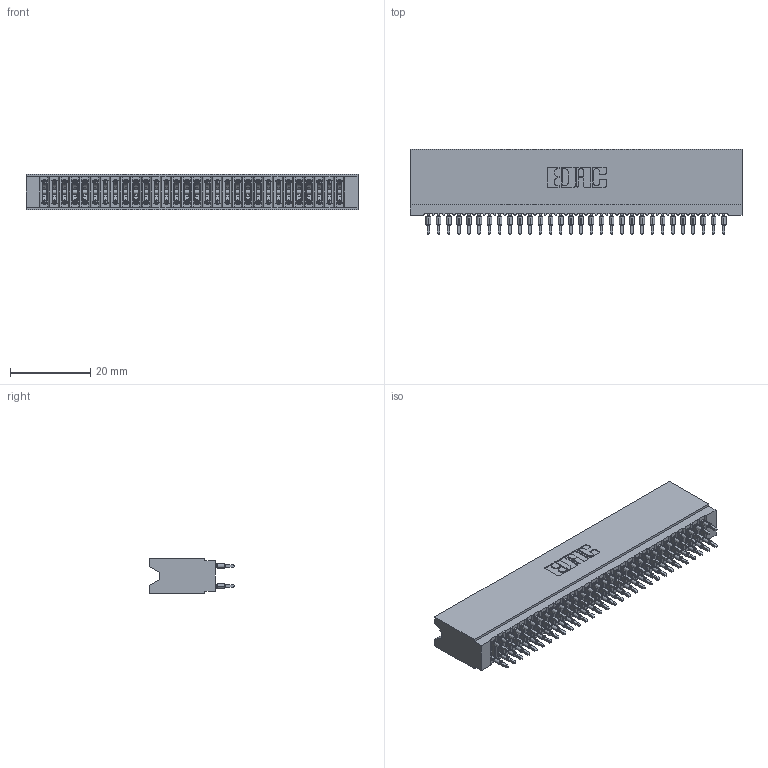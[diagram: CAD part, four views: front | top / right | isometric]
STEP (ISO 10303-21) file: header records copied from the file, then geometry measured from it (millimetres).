
FILE_DESCRIPTION (( 'STEP AP203' ), '1' );
FILE_NAME ('745-060-525-206.STEP', '2026-02-26T18:57:56', ( '' ), ( '' ), 'SwSTEP 2.0', 'SolidWorks 2023', '' );
FILE_SCHEMA (( 'CONFIG_CONTROL_DESIGN' ));
Length unit declared in the file: millimetre
Products named in the file (3): 745-060-525-206; 745-292-001_525; 745 Part_Insulator Option - 06
Assembly tree (61 placements, depth 2):
  745-060-525-206
    745 Part_Insulator Option - 06
    745-292-001_525  x60
Bounding box: 82.8 x 21.22 x 8.89 mm (x, y, z)
Volume: 7490.6 mm3; surface area: 14922 mm2
Topology: 61 solids, 61 shells, 5466 faces, 14690 edges, 9232 vertices
Faces by surface type: plane 2816, bspline 1200, cylinder 1090, torus 360
Entity records: 52164 total; most frequent: CARTESIAN_POINT 9554, ORIENTED_EDGE 8966, DIRECTION 7843, EDGE_CURVE 4483, VECTOR 4121, LINE 4121, VERTEX_POINT 2860, AXIS2_PLACEMENT_3D 1861
